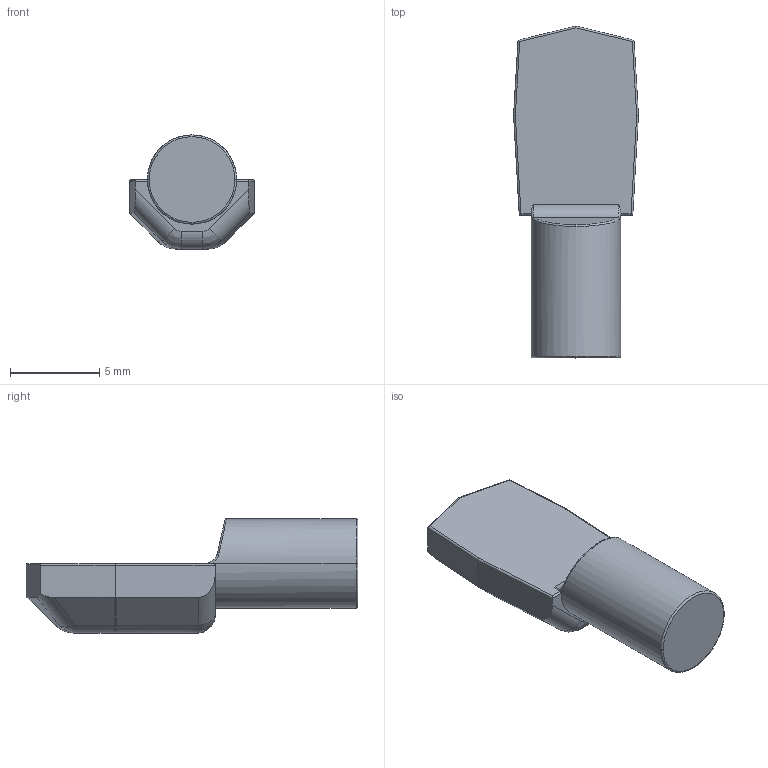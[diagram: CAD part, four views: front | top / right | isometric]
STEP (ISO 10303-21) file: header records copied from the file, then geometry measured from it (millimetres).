
FILE_DESCRIPTION (( 'STEP AP214' ), '1' );
FILE_NAME ('Tangent.STEP', '2020-12-15T00:09:22', ( '' ), ( '' ), 'SwSTEP 2.0', 'SolidWorks 2020', '' );
FILE_SCHEMA (( 'AUTOMOTIVE_DESIGN' ));
Length unit declared in the file: millimetre
Products named in the file (1): Tangent
Bounding box: 7 x 18.6 x 6.4 mm (x, y, z)
Volume: 370.8 mm3; surface area: 360.5 mm2
Topology: 1 solids, 1 shells, 58 faces, 133 edges, 77 vertices
Faces by surface type: cylinder 27, plane 17, bspline 6, sphere 6, torus 2
Entity records: 1757 total; most frequent: CARTESIAN_POINT 527, ORIENTED_EDGE 266, DIRECTION 235, EDGE_CURVE 133, AXIS2_PLACEMENT_3D 85, VERTEX_POINT 77, LINE 65, VECTOR 65
